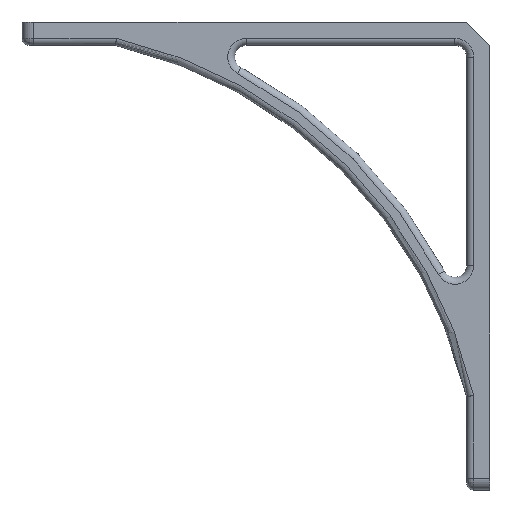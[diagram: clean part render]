
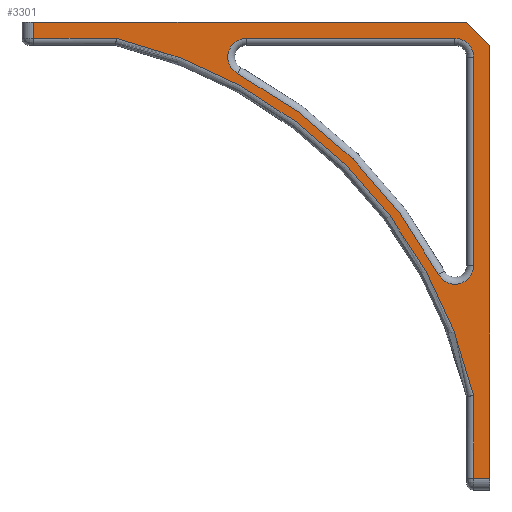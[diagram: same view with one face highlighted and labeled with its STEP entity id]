
A CAD part, left-side view. The second image highlights one B-rep face of the part: STEP entity #3301.
In plain terms, the highlighted planar face has unit normal (-1, 0, 0).
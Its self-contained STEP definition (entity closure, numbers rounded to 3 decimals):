
#66=CARTESIAN_POINT('Line Origine',(-31.75,-253.868,253.868)) ;
#70=CARTESIAN_POINT('Vertex',(-31.75,-260.218,247.518)) ;
#72=CARTESIAN_POINT('Vertex',(-31.75,-247.518,260.218)) ;
#2534=CARTESIAN_POINT('Line Origine',(-31.75,-260.218,130.043)) ;
#2538=CARTESIAN_POINT('Vertex',(-31.75,-260.218,12.568)) ;
#2580=CARTESIAN_POINT('Vertex',(-31.75,-12.568,260.218)) ;
#2585=CARTESIAN_POINT('Line Origine',(-31.75,-130.043,260.218)) ;
#2805=CARTESIAN_POINT('Line Origine',(-31.75,-133.218,12.568)) ;
#2809=CARTESIAN_POINT('Vertex',(-31.75,-251.328,12.568)) ;
#2939=CARTESIAN_POINT('Line Origine',(-31.75,-12.568,136.393)) ;
#2943=CARTESIAN_POINT('Vertex',(-31.75,-12.568,251.328)) ;
#3099=CARTESIAN_POINT('Line Origine',(-31.75,-136.393,251.328)) ;
#3103=CARTESIAN_POINT('Vertex',(-31.75,-57.449,251.328)) ;
#3160=CARTESIAN_POINT('Vertex',(-31.75,-251.328,57.449)) ;
#3163=CARTESIAN_POINT('Axis2P3D Location',(-31.75,0.,0.)) ;
#3207=CARTESIAN_POINT('Line Origine',(-31.75,-251.328,136.393)) ;
#3236=CARTESIAN_POINT('Axis2P3D Location',(-31.75,0.,0.)) ;
#3251=CARTESIAN_POINT('Line Origine',(-31.75,-184.604,251.328)) ;
#3255=CARTESIAN_POINT('Vertex',(-31.75,-241.168,251.328)) ;
#3257=CARTESIAN_POINT('Vertex',(-31.75,-128.041,251.328)) ;
#3260=CARTESIAN_POINT('Axis2P3D Location',(-31.75,-241.168,241.168)) ;
#3264=CARTESIAN_POINT('Vertex',(-31.75,-251.328,241.168)) ;
#3267=CARTESIAN_POINT('Line Origine',(-31.75,-251.328,184.604)) ;
#3271=CARTESIAN_POINT('Vertex',(-31.75,-251.328,128.041)) ;
#3274=CARTESIAN_POINT('Axis2P3D Location',(-31.75,-241.168,128.041)) ;
#3278=CARTESIAN_POINT('Vertex',(-31.75,-232.194,123.277)) ;
#3281=CARTESIAN_POINT('Axis2P3D Location',(-31.75,0.,0.)) ;
#3285=CARTESIAN_POINT('Vertex',(-31.75,-123.277,232.194)) ;
#3288=CARTESIAN_POINT('Axis2P3D Location',(-31.75,-128.041,241.168)) ;
#67=DIRECTION('Vector Direction',(0.,0.707,0.707)) ;
#2535=DIRECTION('Vector Direction',(0.,0.,-1.)) ;
#2586=DIRECTION('Vector Direction',(0.,1.,0.)) ;
#2806=DIRECTION('Vector Direction',(0.,1.,0.)) ;
#2940=DIRECTION('Vector Direction',(0.,0.,-1.)) ;
#3100=DIRECTION('Vector Direction',(0.,-1.,0.)) ;
#3164=DIRECTION('Axis2P3D Direction',(1.,-0.,0.)) ;
#3208=DIRECTION('Vector Direction',(0.,0.,-1.)) ;
#3237=DIRECTION('Axis2P3D Direction',(1.,0.,0.)) ;
#3238=DIRECTION('Axis2P3D XDirection',(0.,1.,0.)) ;
#3252=DIRECTION('Vector Direction',(0.,-1.,0.)) ;
#3261=DIRECTION('Axis2P3D Direction',(1.,0.,0.)) ;
#3268=DIRECTION('Vector Direction',(0.,0.,1.)) ;
#3275=DIRECTION('Axis2P3D Direction',(1.,0.,0.)) ;
#3282=DIRECTION('Axis2P3D Direction',(1.,0.,0.)) ;
#3289=DIRECTION('Axis2P3D Direction',(1.,0.,0.)) ;
#3165=AXIS2_PLACEMENT_3D('Circle Axis2P3D',#3163,#3164,$) ;
#3239=AXIS2_PLACEMENT_3D('Plane Axis2P3D',#3236,#3237,#3238) ;
#3262=AXIS2_PLACEMENT_3D('Circle Axis2P3D',#3260,#3261,$) ;
#3276=AXIS2_PLACEMENT_3D('Circle Axis2P3D',#3274,#3275,$) ;
#3283=AXIS2_PLACEMENT_3D('Circle Axis2P3D',#3281,#3282,$) ;
#3290=AXIS2_PLACEMENT_3D('Circle Axis2P3D',#3288,#3289,$) ;
#3242=ORIENTED_EDGE('',*,*,#3105,.T.) ;
#3243=ORIENTED_EDGE('',*,*,#3167,.T.) ;
#3244=ORIENTED_EDGE('',*,*,#3211,.T.) ;
#3245=ORIENTED_EDGE('',*,*,#2811,.F.) ;
#3246=ORIENTED_EDGE('',*,*,#2540,.F.) ;
#3247=ORIENTED_EDGE('',*,*,#74,.T.) ;
#3248=ORIENTED_EDGE('',*,*,#2589,.T.) ;
#3249=ORIENTED_EDGE('',*,*,#2945,.T.) ;
#3294=ORIENTED_EDGE('',*,*,#3259,.F.) ;
#3295=ORIENTED_EDGE('',*,*,#3266,.F.) ;
#3296=ORIENTED_EDGE('',*,*,#3273,.F.) ;
#3297=ORIENTED_EDGE('',*,*,#3280,.F.) ;
#3298=ORIENTED_EDGE('',*,*,#3287,.F.) ;
#3299=ORIENTED_EDGE('',*,*,#3292,.F.) ;
#3300=FACE_BOUND('',#3293,.T.) ;
#68=VECTOR('Line Direction',#67,1.) ;
#2536=VECTOR('Line Direction',#2535,1.) ;
#2587=VECTOR('Line Direction',#2586,1.) ;
#2807=VECTOR('Line Direction',#2806,1.) ;
#2941=VECTOR('Line Direction',#2940,1.) ;
#3101=VECTOR('Line Direction',#3100,1.) ;
#3209=VECTOR('Line Direction',#3208,1.) ;
#3253=VECTOR('Line Direction',#3252,1.) ;
#3269=VECTOR('Line Direction',#3268,1.) ;
#3301=ADVANCED_FACE('PartBody',(#3250,#3300),#3240,.F.) ;
#3166=CIRCLE('generated circle',#3165,257.81) ;
#3263=CIRCLE('generated circle',#3262,10.16) ;
#3277=CIRCLE('generated circle',#3276,10.16) ;
#3284=CIRCLE('generated circle',#3283,262.89) ;
#3291=CIRCLE('generated circle',#3290,10.16) ;
#74=EDGE_CURVE('',#71,#73,#69,.T.) ;
#2540=EDGE_CURVE('',#71,#2539,#2537,.T.) ;
#2589=EDGE_CURVE('',#73,#2581,#2588,.T.) ;
#2811=EDGE_CURVE('',#2539,#2810,#2808,.T.) ;
#2945=EDGE_CURVE('',#2581,#2944,#2942,.T.) ;
#3105=EDGE_CURVE('',#2944,#3104,#3102,.T.) ;
#3167=EDGE_CURVE('',#3104,#3161,#3166,.T.) ;
#3211=EDGE_CURVE('',#3161,#2810,#3210,.T.) ;
#3259=EDGE_CURVE('',#3256,#3258,#3254,.F.) ;
#3266=EDGE_CURVE('',#3265,#3256,#3263,.F.) ;
#3273=EDGE_CURVE('',#3272,#3265,#3270,.T.) ;
#3280=EDGE_CURVE('',#3279,#3272,#3277,.F.) ;
#3287=EDGE_CURVE('',#3286,#3279,#3284,.T.) ;
#3292=EDGE_CURVE('',#3258,#3286,#3291,.F.) ;
#3241=EDGE_LOOP('',(#3242,#3243,#3244,#3245,#3246,#3247,#3248,#3249)) ;
#3293=EDGE_LOOP('',(#3294,#3295,#3296,#3297,#3298,#3299)) ;
#3250=FACE_OUTER_BOUND('',#3241,.T.) ;
#69=LINE('Line',#66,#68) ;
#2537=LINE('Line',#2534,#2536) ;
#2588=LINE('Line',#2585,#2587) ;
#2808=LINE('Line',#2805,#2807) ;
#2942=LINE('Line',#2939,#2941) ;
#3102=LINE('Line',#3099,#3101) ;
#3210=LINE('Line',#3207,#3209) ;
#3254=LINE('Line',#3251,#3253) ;
#3270=LINE('Line',#3267,#3269) ;
#3240=PLANE('Plane',#3239) ;
#71=VERTEX_POINT('',#70) ;
#73=VERTEX_POINT('',#72) ;
#2539=VERTEX_POINT('',#2538) ;
#2581=VERTEX_POINT('',#2580) ;
#2810=VERTEX_POINT('',#2809) ;
#2944=VERTEX_POINT('',#2943) ;
#3104=VERTEX_POINT('',#3103) ;
#3161=VERTEX_POINT('',#3160) ;
#3256=VERTEX_POINT('',#3255) ;
#3258=VERTEX_POINT('',#3257) ;
#3265=VERTEX_POINT('',#3264) ;
#3272=VERTEX_POINT('',#3271) ;
#3279=VERTEX_POINT('',#3278) ;
#3286=VERTEX_POINT('',#3285) ;
